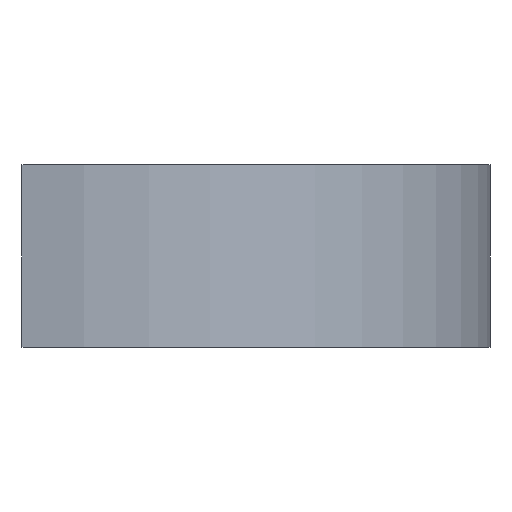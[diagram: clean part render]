
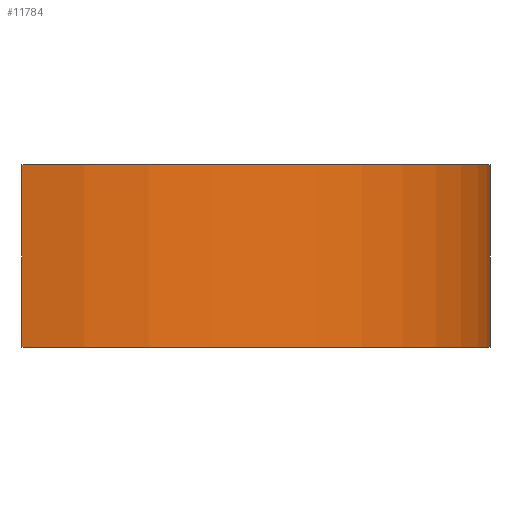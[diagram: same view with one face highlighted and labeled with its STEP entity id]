
A CAD part, left-side view. The second image highlights one B-rep face of the part: STEP entity #11784.
In plain terms, the highlighted free-form (B-spline) face has degree [2, 1] with [5, 2] control points.
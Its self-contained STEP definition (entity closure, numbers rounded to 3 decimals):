
#449 = VERTEX_POINT('',#450);
#450 = CARTESIAN_POINT('',(-70.345,13.884,0.));
#457 = EDGE_CURVE('',#449,#458,#460,.T.);
#458 = VERTEX_POINT('',#459);
#459 = CARTESIAN_POINT('',(-70.345,13.884,
    33.461));
#460 = B_SPLINE_CURVE_WITH_KNOTS('',1,(#461,#462),.UNSPECIFIED.,.F.,.F.,
  (2,2),(0.,35.),.PIECEWISE_BEZIER_KNOTS.);
#461 = CARTESIAN_POINT('',(-70.345,13.884,0.));
#462 = CARTESIAN_POINT('',(-70.345,13.884,
    33.461));
#495 = VERTEX_POINT('',#496);
#496 = CARTESIAN_POINT('',(70.44,13.392,
    0.));
#501 = EDGE_CURVE('',#449,#495,#502,.T.);
#502 = ( BOUNDED_CURVE() B_SPLINE_CURVE(2,(#503,#504,#505,#506,#507),
.UNSPECIFIED.,.F.,.F.) B_SPLINE_CURVE_WITH_KNOTS((3,2,3),(0.,
1.762,3.524),.PIECEWISE_BEZIER_KNOTS.) CURVE() 
GEOMETRIC_REPRESENTATION_ITEM() RATIONAL_B_SPLINE_CURVE((1.,
0.636,1.,0.636,1.)) REPRESENTATION_ITEM('') );
#503 = CARTESIAN_POINT('',(-70.345,13.884,0.));
#504 = CARTESIAN_POINT('',(-87.177,-71.398,0.));
#505 = CARTESIAN_POINT('',(-0.25,-71.701,0.));
#506 = CARTESIAN_POINT('',(86.676,-72.005,0.));
#507 = CARTESIAN_POINT('',(70.44,13.392,0.));
#11763 = EDGE_CURVE('',#458,#11764,#11766,.T.);
#11764 = VERTEX_POINT('',#11765);
#11765 = CARTESIAN_POINT('',(70.44,13.392,
    33.461));
#11766 = ( BOUNDED_CURVE() B_SPLINE_CURVE(2,(#11767,#11768,#11769,#11770
,#11771),.UNSPECIFIED.,.F.,.F.) B_SPLINE_CURVE_WITH_KNOTS((3,2,3),(0.,
1.762,3.524),.PIECEWISE_BEZIER_KNOTS.) CURVE() 
GEOMETRIC_REPRESENTATION_ITEM() RATIONAL_B_SPLINE_CURVE((1.,
0.636,1.,0.636,1.)) REPRESENTATION_ITEM('') );
#11767 = CARTESIAN_POINT('',(-70.345,13.884,
    33.461));
#11768 = CARTESIAN_POINT('',(-87.177,-71.398,
    33.461));
#11769 = CARTESIAN_POINT('',(-0.25,-71.701,
    33.461));
#11770 = CARTESIAN_POINT('',(86.676,-72.005,
    33.461));
#11771 = CARTESIAN_POINT('',(70.44,13.392,
    33.461));
#11784 = ADVANCED_FACE('',(#11785),#11795,.T.);
#11785 = FACE_BOUND('',#11786,.T.);
#11786 = EDGE_LOOP('',(#11787,#11788,#11793,#11794));
#11787 = ORIENTED_EDGE('',*,*,#501,.T.);
#11788 = ORIENTED_EDGE('',*,*,#11789,.T.);
#11789 = EDGE_CURVE('',#495,#11764,#11790,.T.);
#11790 = B_SPLINE_CURVE_WITH_KNOTS('',1,(#11791,#11792),.UNSPECIFIED.,
  .F.,.F.,(2,2),(0.,35.),.PIECEWISE_BEZIER_KNOTS.);
#11791 = CARTESIAN_POINT('',(70.44,13.392,
    0.));
#11792 = CARTESIAN_POINT('',(70.44,13.392,
    33.461));
#11793 = ORIENTED_EDGE('',*,*,#11763,.F.);
#11794 = ORIENTED_EDGE('',*,*,#457,.F.);
#11795 = ( BOUNDED_SURFACE() B_SPLINE_SURFACE(2,1,(
    (#11796,#11797)
    ,(#11798,#11799)
    ,(#11800,#11801)
    ,(#11802,#11803)
    ,(#11804,#11805
)),.UNSPECIFIED.,.F.,.F.,.F.) B_SPLINE_SURFACE_WITH_KNOTS((3,2,3),(2,2),
  (-1.762,0.,1.762),(-35.,0.),
.UNSPECIFIED.) GEOMETRIC_REPRESENTATION_ITEM() RATIONAL_B_SPLINE_SURFACE
((
    (1.,1.)
    ,(0.636,0.636)
    ,(1.,1.)
    ,(0.636,0.636)
,(1.,1.))) REPRESENTATION_ITEM('') SURFACE() );
#11796 = CARTESIAN_POINT('',(70.44,13.392,
    33.461));
#11797 = CARTESIAN_POINT('',(70.44,13.392,
    0.));
#11798 = CARTESIAN_POINT('',(86.676,-72.005,
    33.461));
#11799 = CARTESIAN_POINT('',(86.676,-72.005,
    0.));
#11800 = CARTESIAN_POINT('',(-0.25,-71.701,
    33.461));
#11801 = CARTESIAN_POINT('',(-0.25,-71.701,
    0.));
#11802 = CARTESIAN_POINT('',(-87.177,-71.398,
    33.461));
#11803 = CARTESIAN_POINT('',(-87.177,-71.398,
    0.));
#11804 = CARTESIAN_POINT('',(-70.345,13.884,
    33.461));
#11805 = CARTESIAN_POINT('',(-70.345,13.884,
    0.));
